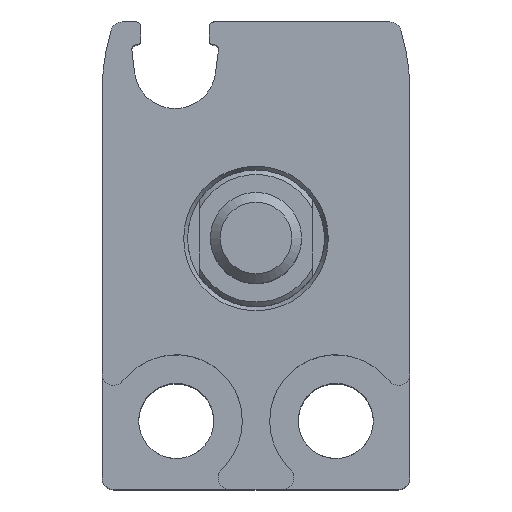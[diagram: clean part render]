
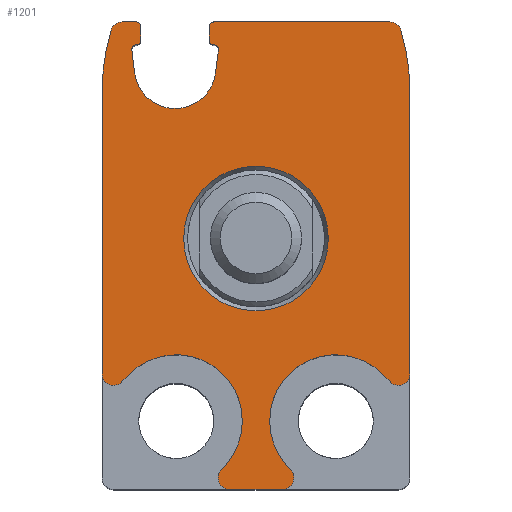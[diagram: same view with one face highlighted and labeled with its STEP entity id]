
A CAD part, top view. The second image highlights one B-rep face of the part: STEP entity #1201.
In plain terms, the highlighted planar face has unit normal (0, 0, 1).
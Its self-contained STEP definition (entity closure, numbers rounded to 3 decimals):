
#43=PLANE('',#1328);
#77=LINE('',#1929,#149);
#82=LINE('',#1944,#154);
#83=LINE('',#1949,#155);
#84=LINE('',#1955,#156);
#85=LINE('',#1959,#157);
#86=LINE('',#1965,#158);
#87=LINE('',#1969,#159);
#88=LINE('',#1975,#160);
#89=LINE('',#1979,#161);
#90=LINE('',#1985,#162);
#91=LINE('',#1989,#163);
#92=LINE('',#1993,#164);
#93=LINE('',#1998,#165);
#149=VECTOR('',#1530,1000.);
#154=VECTOR('',#1545,1000.);
#155=VECTOR('',#1548,1000.);
#156=VECTOR('',#1553,1000.);
#157=VECTOR('',#1556,1000.);
#158=VECTOR('',#1561,1000.);
#159=VECTOR('',#1564,1000.);
#160=VECTOR('',#1569,1000.);
#161=VECTOR('',#1572,1000.);
#162=VECTOR('',#1577,1000.);
#163=VECTOR('',#1580,1000.);
#164=VECTOR('',#1583,1000.);
#165=VECTOR('',#1588,1000.);
#268=ORIENTED_EDGE('',*,*,#596,.T.);
#269=ORIENTED_EDGE('',*,*,#597,.F.);
#270=ORIENTED_EDGE('',*,*,#598,.T.);
#271=ORIENTED_EDGE('',*,*,#599,.T.);
#272=ORIENTED_EDGE('',*,*,#600,.T.);
#273=ORIENTED_EDGE('',*,*,#601,.T.);
#274=ORIENTED_EDGE('',*,*,#602,.T.);
#275=ORIENTED_EDGE('',*,*,#603,.T.);
#276=ORIENTED_EDGE('',*,*,#604,.T.);
#277=ORIENTED_EDGE('',*,*,#605,.T.);
#278=ORIENTED_EDGE('',*,*,#606,.F.);
#279=ORIENTED_EDGE('',*,*,#607,.T.);
#280=ORIENTED_EDGE('',*,*,#608,.F.);
#281=ORIENTED_EDGE('',*,*,#609,.T.);
#282=ORIENTED_EDGE('',*,*,#610,.F.);
#283=ORIENTED_EDGE('',*,*,#611,.T.);
#284=ORIENTED_EDGE('',*,*,#612,.T.);
#285=ORIENTED_EDGE('',*,*,#613,.T.);
#286=ORIENTED_EDGE('',*,*,#614,.T.);
#287=ORIENTED_EDGE('',*,*,#615,.T.);
#288=ORIENTED_EDGE('',*,*,#616,.T.);
#289=ORIENTED_EDGE('',*,*,#617,.T.);
#290=ORIENTED_EDGE('',*,*,#618,.T.);
#291=ORIENTED_EDGE('',*,*,#619,.F.);
#292=ORIENTED_EDGE('',*,*,#620,.F.);
#293=ORIENTED_EDGE('',*,*,#621,.F.);
#294=ORIENTED_EDGE('',*,*,#622,.T.);
#295=ORIENTED_EDGE('',*,*,#589,.T.);
#296=ORIENTED_EDGE('',*,*,#623,.T.);
#297=ORIENTED_EDGE('',*,*,#624,.F.);
#298=ORIENTED_EDGE('',*,*,#625,.F.);
#589=EDGE_CURVE('',#747,#746,#77,.T.);
#596=EDGE_CURVE('',#751,#751,#852,.T.);
#597=EDGE_CURVE('',#752,#753,#82,.T.);
#598=EDGE_CURVE('',#752,#754,#853,.T.);
#599=EDGE_CURVE('',#754,#755,#83,.T.);
#600=EDGE_CURVE('',#755,#756,#854,.T.);
#601=EDGE_CURVE('',#756,#757,#855,.T.);
#602=EDGE_CURVE('',#757,#758,#84,.T.);
#603=EDGE_CURVE('',#758,#759,#856,.T.);
#604=EDGE_CURVE('',#759,#760,#85,.T.);
#605=EDGE_CURVE('',#760,#761,#857,.T.);
#606=EDGE_CURVE('',#762,#761,#858,.T.);
#607=EDGE_CURVE('',#762,#763,#86,.T.);
#608=EDGE_CURVE('',#764,#763,#859,.T.);
#609=EDGE_CURVE('',#764,#765,#87,.T.);
#610=EDGE_CURVE('',#766,#765,#860,.T.);
#611=EDGE_CURVE('',#766,#767,#861,.T.);
#612=EDGE_CURVE('',#767,#768,#88,.T.);
#613=EDGE_CURVE('',#768,#769,#862,.T.);
#614=EDGE_CURVE('',#769,#770,#89,.T.);
#615=EDGE_CURVE('',#770,#771,#863,.T.);
#616=EDGE_CURVE('',#771,#772,#864,.T.);
#617=EDGE_CURVE('',#772,#773,#90,.T.);
#618=EDGE_CURVE('',#773,#774,#865,.T.);
#619=EDGE_CURVE('',#775,#774,#91,.T.);
#620=EDGE_CURVE('',#776,#775,#866,.T.);
#621=EDGE_CURVE('',#777,#776,#92,.T.);
#622=EDGE_CURVE('',#777,#747,#867,.T.);
#623=EDGE_CURVE('',#746,#778,#868,.T.);
#624=EDGE_CURVE('',#779,#778,#93,.T.);
#625=EDGE_CURVE('',#753,#779,#869,.T.);
#746=VERTEX_POINT('',#1928);
#747=VERTEX_POINT('',#1930);
#751=VERTEX_POINT('',#1943);
#752=VERTEX_POINT('',#1945);
#753=VERTEX_POINT('',#1946);
#754=VERTEX_POINT('',#1948);
#755=VERTEX_POINT('',#1950);
#756=VERTEX_POINT('',#1952);
#757=VERTEX_POINT('',#1954);
#758=VERTEX_POINT('',#1956);
#759=VERTEX_POINT('',#1958);
#760=VERTEX_POINT('',#1960);
#761=VERTEX_POINT('',#1962);
#762=VERTEX_POINT('',#1964);
#763=VERTEX_POINT('',#1966);
#764=VERTEX_POINT('',#1968);
#765=VERTEX_POINT('',#1970);
#766=VERTEX_POINT('',#1972);
#767=VERTEX_POINT('',#1974);
#768=VERTEX_POINT('',#1976);
#769=VERTEX_POINT('',#1978);
#770=VERTEX_POINT('',#1980);
#771=VERTEX_POINT('',#1982);
#772=VERTEX_POINT('',#1984);
#773=VERTEX_POINT('',#1986);
#774=VERTEX_POINT('',#1988);
#775=VERTEX_POINT('',#1990);
#776=VERTEX_POINT('',#1992);
#777=VERTEX_POINT('',#1994);
#778=VERTEX_POINT('',#1997);
#779=VERTEX_POINT('',#1999);
#852=CIRCLE('',#1329,3.173);
#853=CIRCLE('',#1330,0.5);
#854=CIRCLE('',#1331,9.);
#855=CIRCLE('',#1332,0.5);
#856=CIRCLE('',#1333,0.2);
#857=CIRCLE('',#1334,0.2);
#858=CIRCLE('',#1335,0.2);
#859=CIRCLE('',#1336,1.79);
#860=CIRCLE('',#1337,0.2);
#861=CIRCLE('',#1338,0.2);
#862=CIRCLE('',#1339,0.2);
#863=CIRCLE('',#1340,0.5);
#864=CIRCLE('',#1341,9.);
#865=CIRCLE('',#1342,0.5);
#866=CIRCLE('',#1343,2.9);
#867=CIRCLE('',#1344,0.5);
#868=CIRCLE('',#1345,0.5);
#869=CIRCLE('',#1346,2.9);
#932=EDGE_LOOP('',(#268));
#933=EDGE_LOOP('',(#269,#270,#271,#272,#273,#274,#275,#276,#277,#278,#279,
#280,#281,#282,#283,#284,#285,#286,#287,#288,#289,#290,#291,#292,#293,#294,
#295,#296,#297,#298));
#1050=FACE_BOUND('',#932,.T.);
#1051=FACE_BOUND('',#933,.T.);
#1201=ADVANCED_FACE('',(#1050,#1051),#43,.T.);
#1328=AXIS2_PLACEMENT_3D('',#1941,#1541,#1542);
#1329=AXIS2_PLACEMENT_3D('',#1942,#1543,#1544);
#1330=AXIS2_PLACEMENT_3D('',#1947,#1546,#1547);
#1331=AXIS2_PLACEMENT_3D('',#1951,#1549,#1550);
#1332=AXIS2_PLACEMENT_3D('',#1953,#1551,#1552);
#1333=AXIS2_PLACEMENT_3D('',#1957,#1554,#1555);
#1334=AXIS2_PLACEMENT_3D('',#1961,#1557,#1558);
#1335=AXIS2_PLACEMENT_3D('',#1963,#1559,#1560);
#1336=AXIS2_PLACEMENT_3D('',#1967,#1562,#1563);
#1337=AXIS2_PLACEMENT_3D('',#1971,#1565,#1566);
#1338=AXIS2_PLACEMENT_3D('',#1973,#1567,#1568);
#1339=AXIS2_PLACEMENT_3D('',#1977,#1570,#1571);
#1340=AXIS2_PLACEMENT_3D('',#1981,#1573,#1574);
#1341=AXIS2_PLACEMENT_3D('',#1983,#1575,#1576);
#1342=AXIS2_PLACEMENT_3D('',#1987,#1578,#1579);
#1343=AXIS2_PLACEMENT_3D('',#1991,#1581,#1582);
#1344=AXIS2_PLACEMENT_3D('',#1995,#1584,#1585);
#1345=AXIS2_PLACEMENT_3D('',#1996,#1586,#1587);
#1346=AXIS2_PLACEMENT_3D('',#2000,#1589,#1590);
#1530=DIRECTION('',(1.,0.,0.));
#1541=DIRECTION('',(0.,0.,1.));
#1542=DIRECTION('',(1.,0.,0.));
#1543=DIRECTION('',(0.,0.,-1.));
#1544=DIRECTION('',(-1.,0.,0.));
#1545=DIRECTION('',(-0.707,0.707,0.));
#1546=DIRECTION('',(0.,0.,1.));
#1547=DIRECTION('',(1.,0.,0.));
#1548=DIRECTION('',(0.,1.,0.));
#1549=DIRECTION('',(0.,0.,1.));
#1550=DIRECTION('',(1.,0.,0.));
#1551=DIRECTION('',(0.,0.,1.));
#1552=DIRECTION('',(1.,0.,0.));
#1553=DIRECTION('',(-1.,0.,0.));
#1554=DIRECTION('',(0.,0.,1.));
#1555=DIRECTION('',(1.,0.,0.));
#1556=DIRECTION('',(0.,-1.,0.));
#1557=DIRECTION('',(0.,0.,1.));
#1558=DIRECTION('',(1.,0.,0.));
#1559=DIRECTION('',(0.,0.,1.));
#1560=DIRECTION('',(1.,0.,0.));
#1561=DIRECTION('',(-0.122,-0.992,0.));
#1562=DIRECTION('',(0.,0.,1.));
#1563=DIRECTION('',(1.,0.,0.));
#1564=DIRECTION('',(-0.122,0.992,0.));
#1565=DIRECTION('',(0.,0.,1.));
#1566=DIRECTION('',(1.,0.,0.));
#1567=DIRECTION('',(0.,0.,1.));
#1568=DIRECTION('',(1.,0.,0.));
#1569=DIRECTION('',(0.,1.,0.));
#1570=DIRECTION('',(0.,0.,1.));
#1571=DIRECTION('',(1.,0.,0.));
#1572=DIRECTION('',(-1.,0.,0.));
#1573=DIRECTION('',(0.,0.,1.));
#1574=DIRECTION('',(1.,0.,0.));
#1575=DIRECTION('',(0.,0.,1.));
#1576=DIRECTION('',(1.,0.,0.));
#1577=DIRECTION('',(0.,-1.,0.));
#1578=DIRECTION('',(0.,0.,1.));
#1579=DIRECTION('',(1.,0.,0.));
#1580=DIRECTION('',(-0.707,-0.707,0.));
#1581=DIRECTION('',(0.,0.,1.));
#1582=DIRECTION('',(1.,0.,0.));
#1583=DIRECTION('',(0.643,0.766,0.));
#1584=DIRECTION('',(0.,0.,1.));
#1585=DIRECTION('',(1.,0.,0.));
#1586=DIRECTION('',(0.,0.,1.));
#1587=DIRECTION('',(1.,0.,0.));
#1588=DIRECTION('',(0.643,-0.766,0.));
#1589=DIRECTION('',(0.,0.,1.));
#1590=DIRECTION('',(1.,0.,0.));
#1928=CARTESIAN_POINT('',(1.159,-11.,0.));
#1929=CARTESIAN_POINT('',(-6.25,-11.,0.));
#1930=CARTESIAN_POINT('',(-1.159,-11.,0.));
#1941=CARTESIAN_POINT('',(-6.25,-10.5,0.));
#1942=CARTESIAN_POINT('',(0.,0.,0.));
#1943=CARTESIAN_POINT('',(-3.173,0.,0.));
#1944=CARTESIAN_POINT('',(5.896,-6.295,0.));
#1945=CARTESIAN_POINT('',(5.896,-6.295,0.));
#1946=CARTESIAN_POINT('',(5.551,-5.949,0.));
#1947=CARTESIAN_POINT('',(6.25,-5.942,0.));
#1948=CARTESIAN_POINT('',(6.75,-5.942,0.));
#1949=CARTESIAN_POINT('',(6.75,-10.5,0.));
#1950=CARTESIAN_POINT('',(6.75,6.5,0.));
#1951=CARTESIAN_POINT('',(-2.25,6.5,0.));
#1952=CARTESIAN_POINT('',(6.352,9.147,0.));
#1953=CARTESIAN_POINT('',(5.874,9.,0.));
#1954=CARTESIAN_POINT('',(5.874,9.5,0.));
#1955=CARTESIAN_POINT('',(5.874,9.5,0.));
#1956=CARTESIAN_POINT('',(-1.85,9.5,0.));
#1957=CARTESIAN_POINT('',(-1.85,9.3,0.));
#1958=CARTESIAN_POINT('',(-2.05,9.3,0.));
#1959=CARTESIAN_POINT('',(-2.05,9.3,0.));
#1960=CARTESIAN_POINT('',(-2.05,8.7,0.));
#1961=CARTESIAN_POINT('',(-1.85,8.7,0.));
#1962=CARTESIAN_POINT('',(-1.849,8.5,0.));
#1963=CARTESIAN_POINT('',(-1.848,8.3,0.));
#1964=CARTESIAN_POINT('',(-1.65,8.276,0.));
#1965=CARTESIAN_POINT('',(-1.65,8.276,0.));
#1966=CARTESIAN_POINT('',(-1.774,7.271,0.));
#1967=CARTESIAN_POINT('',(-3.55,7.49,0.));
#1968=CARTESIAN_POINT('',(-5.326,7.271,0.));
#1969=CARTESIAN_POINT('',(-5.326,7.271,0.));
#1970=CARTESIAN_POINT('',(-5.45,8.276,0.));
#1971=CARTESIAN_POINT('',(-5.252,8.3,0.));
#1972=CARTESIAN_POINT('',(-5.251,8.5,0.));
#1973=CARTESIAN_POINT('',(-5.25,8.7,0.));
#1974=CARTESIAN_POINT('',(-5.05,8.7,0.));
#1975=CARTESIAN_POINT('',(-5.05,8.7,0.));
#1976=CARTESIAN_POINT('',(-5.05,9.3,0.));
#1977=CARTESIAN_POINT('',(-5.25,9.3,0.));
#1978=CARTESIAN_POINT('',(-5.25,9.5,0.));
#1979=CARTESIAN_POINT('',(-5.25,9.5,0.));
#1980=CARTESIAN_POINT('',(-5.874,9.5,0.));
#1981=CARTESIAN_POINT('',(-5.874,9.,0.));
#1982=CARTESIAN_POINT('',(-6.352,9.147,0.));
#1983=CARTESIAN_POINT('',(2.25,6.5,0.));
#1984=CARTESIAN_POINT('',(-6.75,6.5,0.));
#1985=CARTESIAN_POINT('',(-6.75,6.5,0.));
#1986=CARTESIAN_POINT('',(-6.75,-5.942,0.));
#1987=CARTESIAN_POINT('',(-6.25,-5.942,0.));
#1988=CARTESIAN_POINT('',(-5.896,-6.295,0.));
#1989=CARTESIAN_POINT('',(-5.551,-5.949,0.));
#1990=CARTESIAN_POINT('',(-5.551,-5.949,0.));
#1991=CARTESIAN_POINT('',(-3.5,-8.,0.));
#1992=CARTESIAN_POINT('',(-1.278,-9.864,0.));
#1993=CARTESIAN_POINT('',(-1.542,-10.179,0.));
#1994=CARTESIAN_POINT('',(-1.542,-10.179,0.));
#1995=CARTESIAN_POINT('',(-1.159,-10.5,0.));
#1996=CARTESIAN_POINT('',(1.159,-10.5,0.));
#1997=CARTESIAN_POINT('',(1.542,-10.179,0.));
#1998=CARTESIAN_POINT('',(1.278,-9.864,0.));
#1999=CARTESIAN_POINT('',(1.278,-9.864,0.));
#2000=CARTESIAN_POINT('',(3.5,-8.,0.));
